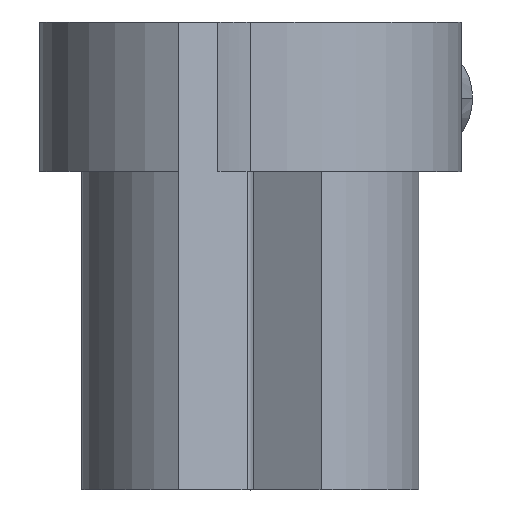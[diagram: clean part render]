
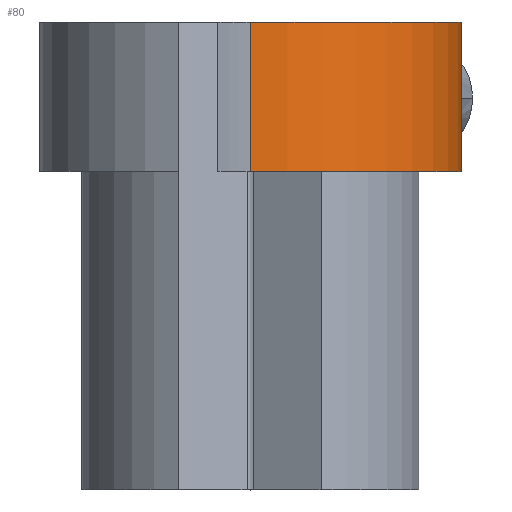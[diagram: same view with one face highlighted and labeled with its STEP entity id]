
A CAD part, top view. The second image highlights one B-rep face of the part: STEP entity #80.
In plain terms, the highlighted cylindrical face has radius 16.24 mm (diameter 32.48 mm), a partial arc.
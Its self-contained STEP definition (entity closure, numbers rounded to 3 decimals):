
#7 = EDGE_CURVE ( 'NONE', #8, #86, #461, .T. ) ;
#8 = VERTEX_POINT ( 'NONE', #450 ) ;
#9 = ORIENTED_EDGE ( 'NONE', *, *, #10, .F. ) ;
#10 = EDGE_CURVE ( 'NONE', #13, #8, #449, .T. ) ;
#11 = EDGE_CURVE ( 'NONE', #13, #81, #445, .T. ) ;
#12 = ORIENTED_EDGE ( 'NONE', *, *, #11, .T. ) ;
#13 = VERTEX_POINT ( 'NONE', #440 ) ;
#80 = ADVANCED_FACE ( 'NONE', ( #616 ), #615, .T. ) ;
#81 = VERTEX_POINT ( 'NONE', #646 ) ;
#82 = ORIENTED_EDGE ( 'NONE', *, *, #83, .T. ) ;
#83 = EDGE_CURVE ( 'NONE', #81, #86, #644, .T. ) ;
#84 = ORIENTED_EDGE ( 'NONE', *, *, #7, .F. ) ;
#86 = VERTEX_POINT ( 'NONE', #635 ) ;
#87 = EDGE_LOOP ( 'NONE', ( #12, #82, #84, #9 ) ) ;
#440 = CARTESIAN_POINT ( 'NONE',  ( 0., 24.499, 16.24 ) ) ;
#441 = DIRECTION ( 'NONE',  ( 0., 0., 1. ) ) ;
#442 = DIRECTION ( 'NONE',  ( 0., 1., 0. ) ) ;
#443 = CARTESIAN_POINT ( 'NONE',  ( 0., 24.499, 0. ) ) ;
#444 = AXIS2_PLACEMENT_3D ( 'NONE', #443, #442, #441 ) ;
#445 = CIRCLE ( 'NONE', #444, 16.24 ) ;
#446 = DIRECTION ( 'NONE',  ( 0., 1., 0. ) ) ;
#447 = VECTOR ( 'NONE', #446, 1000. ) ;
#448 = CARTESIAN_POINT ( 'NONE',  ( 0., 24.499, 16.24 ) ) ;
#449 = LINE ( 'NONE', #448, #447 ) ;
#450 = CARTESIAN_POINT ( 'NONE',  ( 0., 35.999, 16.24 ) ) ;
#451 = DIRECTION ( 'NONE',  ( 0., 0., 1. ) ) ;
#452 = DIRECTION ( 'NONE',  ( 0., 1., 0. ) ) ;
#459 = CARTESIAN_POINT ( 'NONE',  ( 0., 35.999, 0. ) ) ;
#460 = AXIS2_PLACEMENT_3D ( 'NONE', #459, #452, #451 ) ;
#461 = CIRCLE ( 'NONE', #460, 16.24 ) ;
#611 = DIRECTION ( 'NONE',  ( 0., 0., 1. ) ) ;
#612 = DIRECTION ( 'NONE',  ( 0., 1., 0. ) ) ;
#613 = CARTESIAN_POINT ( 'NONE',  ( 0., 24.499, 0. ) ) ;
#614 = AXIS2_PLACEMENT_3D ( 'NONE', #613, #612, #611 ) ;
#615 = CYLINDRICAL_SURFACE ( 'NONE', #614, 16.24 ) ;
#616 = FACE_OUTER_BOUND ( 'NONE', #87, .T. ) ;
#635 = CARTESIAN_POINT ( 'NONE',  ( 0., 35.999, -16.24 ) ) ;
#636 = DIRECTION ( 'NONE',  ( 0., 1., 0. ) ) ;
#637 = VECTOR ( 'NONE', #636, 1000. ) ;
#638 = CARTESIAN_POINT ( 'NONE',  ( 0., 24.499, -16.24 ) ) ;
#644 = LINE ( 'NONE', #638, #637 ) ;
#646 = CARTESIAN_POINT ( 'NONE',  ( 0., 24.499, -16.24 ) ) ;
